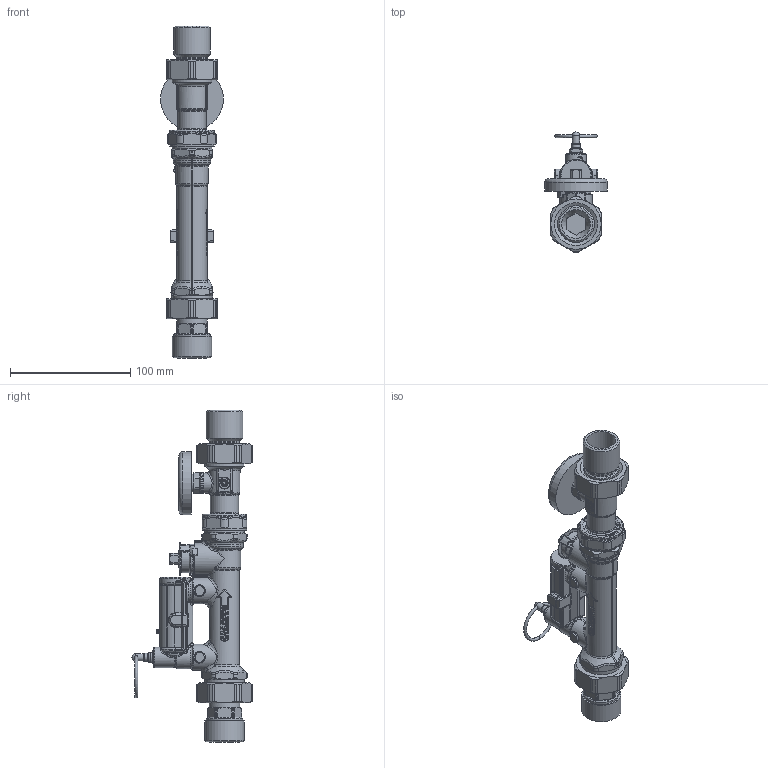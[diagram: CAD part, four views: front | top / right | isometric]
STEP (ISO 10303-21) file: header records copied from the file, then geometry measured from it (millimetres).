
FILE_DESCRIPTION(/* description */ (''),/* implementation_level */ '2;1');
FILE_NAME(/* name */ '132631AFC_Simplify_1.stp',/* time_stamp */ '2025-08-14T13:31:29-05:00',/* author */ ('ischreiner'),/* organization */ (''),/* preprocessor_version */ 'ST-DEVELOPER v20',/* originating_system */ 'Autodesk Inventor 2025',/* authorisation */ '');
FILE_SCHEMA (('AUTOMOTIVE_DESIGN { 1 0 10303 214 3 1 1 }'));
Products named in the file (1): 132631AFC_Simplify_1
Bounding box: 52.32 x 99.98 x 276.37 mm (x, y, z)
Volume: 269119.3 mm3; surface area: 77915.3 mm2
Topology: 8 solids, 8 shells, 2428 faces, 5758 edges, 3250 vertices
Faces by surface type: bspline 1089, cylinder 551, plane 388, sphere 145, cone 132, torus 123
Full cylindrical faces by diameter (mm): 2.5 x1, 3 x1, 3.1 x1, 3.3 x1, 4.1 x1, 4.2 x1, 6 x2, 7 x1, 14.5 x1, 15.24 x1, 15.875 x1, 17 x2, 18 x1, 21 x1, 22 x1, 22.7 x2, 23.5 x1, 24 x4, 24.13 x1, 24.2 x1, 25.4 x1, 25.5 x1, 26 x1, 27.94 x1, 29.6 x1, 30 x1, 30.048 x2, 30.3 x2, 30.48 x3, 30.5 x1
Entity records: 134010 total; most frequent: CARTESIAN_POINT 81668, ORIENTED_EDGE 11242, DIRECTION 9154, EDGE_CURVE 5621, AXIS2_PLACEMENT_3D 3951, VERTEX_POINT 3250, EDGE_LOOP 2491, STYLED_ITEM 2436
